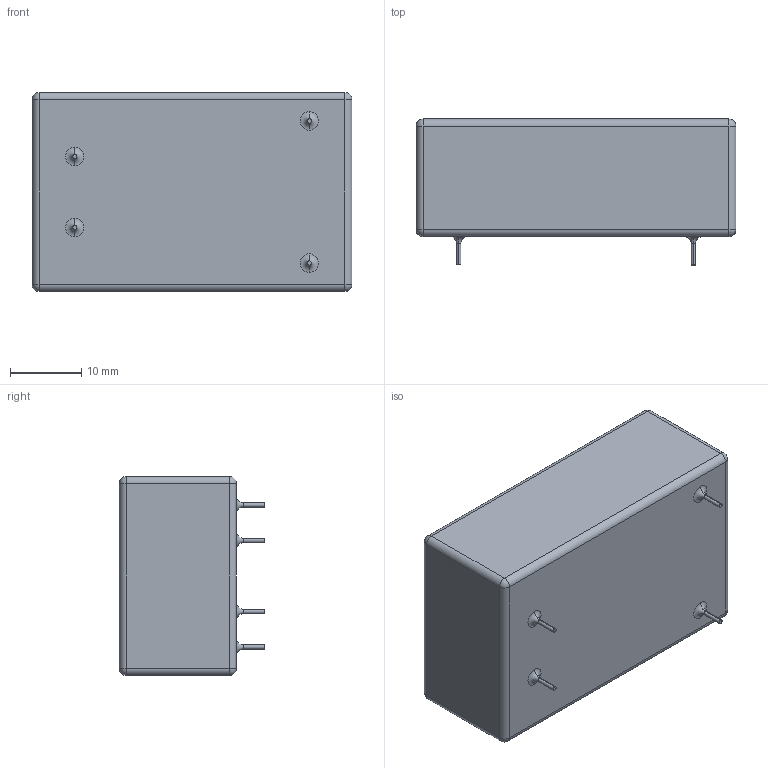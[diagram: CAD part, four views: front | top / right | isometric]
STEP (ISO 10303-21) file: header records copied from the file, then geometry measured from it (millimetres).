
FILE_DESCRIPTION (( 'STEP AP203' ), '1' );
FILE_NAME ('FN402B_LINEFILTER.STEP', '2017-03-09T13:07:37', ( 'Alex' ), ( '' ), 'SwSTEP 2.0', 'SolidWorks 2016', '' );
FILE_SCHEMA (( 'CONFIG_CONTROL_DESIGN' ));
Length unit declared in the file: millimetre
Products named in the file (1): FN402B_LINEFILTER
Bounding box: 45 x 20.5 x 28 mm (x, y, z)
Volume: 20721.9 mm3; surface area: 4802.9 mm2
Topology: 1 solids, 1 shells, 46 faces, 96 edges, 48 vertices
Faces by surface type: cylinder 20, plane 10, torus 8, sphere 8
Entity records: 1229 total; most frequent: DIRECTION 238, CARTESIAN_POINT 183, ORIENTED_EDGE 176, AXIS2_PLACEMENT_3D 103, EDGE_CURVE 88, CIRCLE 56, EDGE_LOOP 50, VERTEX_POINT 48
